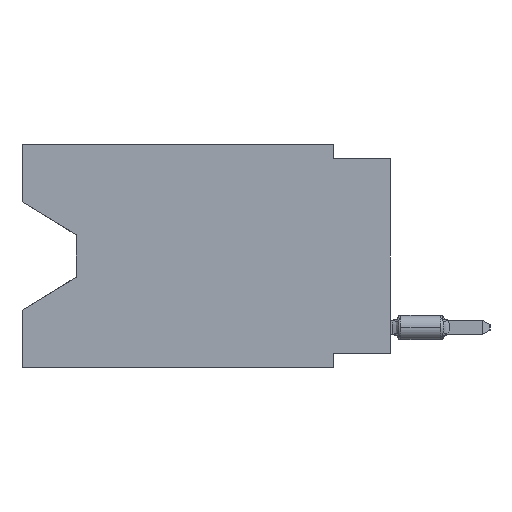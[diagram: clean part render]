
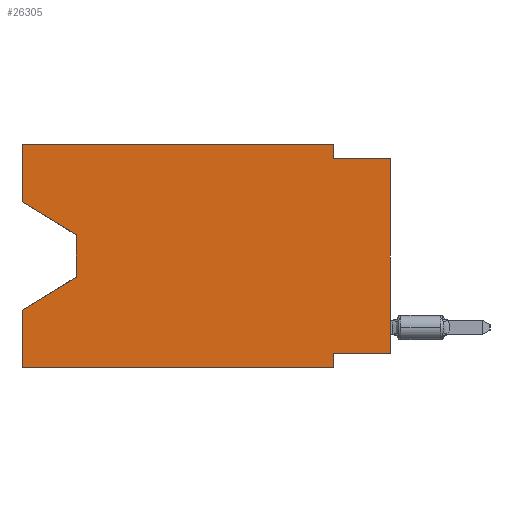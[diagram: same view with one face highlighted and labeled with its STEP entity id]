
A CAD part, left-side view. The second image highlights one B-rep face of the part: STEP entity #26305.
In plain terms, the highlighted planar face has unit normal (-1, 0, 0).
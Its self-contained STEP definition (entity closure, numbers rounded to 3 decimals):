
#46 = CARTESIAN_POINT ( 'NONE',  ( 0., 16.383, -9.906 ) ) ;
#707 = LINE ( 'NONE', #12442, #36251 ) ;
#746 = VERTEX_POINT ( 'NONE', #36617 ) ;
#808 = FACE_OUTER_BOUND ( 'NONE', #18954, .T. ) ;
#850 = VERTEX_POINT ( 'NONE', #46 ) ;
#878 = CARTESIAN_POINT ( 'NONE',  ( 0., 16.383, 0. ) ) ;
#1121 = VERTEX_POINT ( 'NONE', #13464 ) ;
#1420 = CARTESIAN_POINT ( 'NONE',  ( 0., 2.54, 0. ) ) ;
#1611 = VERTEX_POINT ( 'NONE', #29525 ) ;
#2325 = ORIENTED_EDGE ( 'NONE', *, *, #27538, .F. ) ;
#2825 = VECTOR ( 'NONE', #12782, 1000. ) ;
#3084 = DIRECTION ( 'NONE',  ( 0., 1., 0. ) ) ;
#3145 = DIRECTION ( 'NONE',  ( 0., 0., -1. ) ) ;
#3309 = EDGE_CURVE ( 'NONE', #11507, #30802, #15644, .T. ) ;
#3640 = PLANE ( 'NONE',  #21085 ) ;
#4014 = CARTESIAN_POINT ( 'NONE',  ( 0., 0., -0.635 ) ) ;
#4070 = EDGE_CURVE ( 'NONE', #32537, #36731, #707, .T. ) ;
#4445 = LINE ( 'NONE', #27190, #2825 ) ;
#4564 = DIRECTION ( 'NONE',  ( 0., 0., 1. ) ) ;
#4614 = CARTESIAN_POINT ( 'NONE',  ( 0., 0., 0. ) ) ;
#7344 = ORIENTED_EDGE ( 'NONE', *, *, #12992, .T. ) ;
#7585 = CARTESIAN_POINT ( 'NONE',  ( 0., 16.383, 0. ) ) ;
#8012 = VECTOR ( 'NONE', #19891, 1000. ) ;
#8328 = VECTOR ( 'NONE', #14702, 1000. ) ;
#8569 = LINE ( 'NONE', #20141, #17659 ) ;
#9304 = CARTESIAN_POINT ( 'NONE',  ( 0., 0., -9.271 ) ) ;
#9656 = EDGE_CURVE ( 'NONE', #850, #1121, #22546, .T. ) ;
#10123 = CARTESIAN_POINT ( 'NONE',  ( 0., 16.383, 0. ) ) ;
#11247 = DIRECTION ( 'NONE',  ( 0., 0., 1. ) ) ;
#11507 = VERTEX_POINT ( 'NONE', #878 ) ;
#11987 = DIRECTION ( 'NONE',  ( 1., 0., 0. ) ) ;
#11988 = VERTEX_POINT ( 'NONE', #30392 ) ;
#12249 = CARTESIAN_POINT ( 'NONE',  ( 0., 16.383, -2.546 ) ) ;
#12420 = LINE ( 'NONE', #23968, #36881 ) ;
#12442 = CARTESIAN_POINT ( 'NONE',  ( 0., 16.383, -2.546 ) ) ;
#12782 = DIRECTION ( 'NONE',  ( 0., 0., -1. ) ) ;
#12992 = EDGE_CURVE ( 'NONE', #32737, #1611, #12420, .T. ) ;
#13464 = CARTESIAN_POINT ( 'NONE',  ( 0., 2.54, -9.906 ) ) ;
#13736 = VECTOR ( 'NONE', #25035, 1000. ) ;
#14026 = CARTESIAN_POINT ( 'NONE',  ( 0., 16.383, -9.906 ) ) ;
#14111 = LINE ( 'NONE', #37219, #29605 ) ;
#14125 = CARTESIAN_POINT ( 'NONE',  ( 0., 13.97, -5.893 ) ) ;
#14659 = DIRECTION ( 'NONE',  ( 0., 0., -1. ) ) ;
#14702 = DIRECTION ( 'NONE',  ( 0., -1., 0. ) ) ;
#14769 = EDGE_CURVE ( 'NONE', #850, #1611, #18971, .T. ) ;
#15105 = ORIENTED_EDGE ( 'NONE', *, *, #24779, .T. ) ;
#15234 = ORIENTED_EDGE ( 'NONE', *, *, #20328, .F. ) ;
#15457 = DIRECTION ( 'NONE',  ( 0., 0.855, -0.519 ) ) ;
#15644 = LINE ( 'NONE', #10123, #37452 ) ;
#15825 = VECTOR ( 'NONE', #4564, 1000. ) ;
#16788 = VECTOR ( 'NONE', #21309, 1000. ) ;
#17542 = CARTESIAN_POINT ( 'NONE',  ( 0., 2.54, 0. ) ) ;
#17563 = ORIENTED_EDGE ( 'NONE', *, *, #23530, .T. ) ;
#17659 = VECTOR ( 'NONE', #3084, 1000. ) ;
#17680 = CARTESIAN_POINT ( 'NONE',  ( 0., 16.383, 0. ) ) ;
#18075 = LINE ( 'NONE', #4614, #16788 ) ;
#18242 = ORIENTED_EDGE ( 'NONE', *, *, #3309, .F. ) ;
#18496 = DIRECTION ( 'NONE',  ( 0., -0.855, -0.519 ) ) ;
#18808 = EDGE_CURVE ( 'NONE', #746, #32353, #35328, .T. ) ;
#18954 = EDGE_LOOP ( 'NONE', ( #36504, #17563, #7344, #35167, #24191, #25204, #24345, #15105, #20371, #2325, #18242, #15234 ) ) ;
#18971 = LINE ( 'NONE', #7585, #15825 ) ;
#19891 = DIRECTION ( 'NONE',  ( 0., -1., 0. ) ) ;
#20141 = CARTESIAN_POINT ( 'NONE',  ( 0., 0., -9.271 ) ) ;
#20234 = CARTESIAN_POINT ( 'NONE',  ( 0., 13.97, -4.013 ) ) ;
#20328 = EDGE_CURVE ( 'NONE', #32537, #11507, #14111, .T. ) ;
#20371 = ORIENTED_EDGE ( 'NONE', *, *, #18808, .F. ) ;
#21085 = AXIS2_PLACEMENT_3D ( 'NONE', #17680, #11987, #14659 ) ;
#21309 = DIRECTION ( 'NONE',  ( 0., 0., 1. ) ) ;
#22546 = LINE ( 'NONE', #14026, #8012 ) ;
#23530 = EDGE_CURVE ( 'NONE', #36731, #32737, #27697, .T. ) ;
#23968 = CARTESIAN_POINT ( 'NONE',  ( 0., 13.97, -5.893 ) ) ;
#24191 = ORIENTED_EDGE ( 'NONE', *, *, #9656, .T. ) ;
#24345 = ORIENTED_EDGE ( 'NONE', *, *, #35525, .F. ) ;
#24779 = EDGE_CURVE ( 'NONE', #35746, #32353, #18075, .T. ) ;
#25035 = DIRECTION ( 'NONE',  ( 0., 0., -1. ) ) ;
#25204 = ORIENTED_EDGE ( 'NONE', *, *, #30694, .F. ) ;
#26087 = LINE ( 'NONE', #17542, #32062 ) ;
#26305 = ADVANCED_FACE ( 'NONE', ( #808 ), #3640, .F. ) ;
#27190 = CARTESIAN_POINT ( 'NONE',  ( 0., 2.54, -9.906 ) ) ;
#27538 = EDGE_CURVE ( 'NONE', #30802, #746, #26087, .T. ) ;
#27697 = LINE ( 'NONE', #37164, #13736 ) ;
#29525 = CARTESIAN_POINT ( 'NONE',  ( 0., 16.383, -7.36 ) ) ;
#29605 = VECTOR ( 'NONE', #11247, 1000. ) ;
#29841 = DIRECTION ( 'NONE',  ( 0., -1., 0. ) ) ;
#30392 = CARTESIAN_POINT ( 'NONE',  ( 0., 2.54, -9.271 ) ) ;
#30694 = EDGE_CURVE ( 'NONE', #11988, #1121, #4445, .T. ) ;
#30802 = VERTEX_POINT ( 'NONE', #1420 ) ;
#32062 = VECTOR ( 'NONE', #3145, 1000. ) ;
#32353 = VERTEX_POINT ( 'NONE', #4014 ) ;
#32477 = CARTESIAN_POINT ( 'NONE',  ( 0., 0., -0.635 ) ) ;
#32537 = VERTEX_POINT ( 'NONE', #12249 ) ;
#32737 = VERTEX_POINT ( 'NONE', #14125 ) ;
#35167 = ORIENTED_EDGE ( 'NONE', *, *, #14769, .F. ) ;
#35328 = LINE ( 'NONE', #32477, #8328 ) ;
#35525 = EDGE_CURVE ( 'NONE', #35746, #11988, #8569, .T. ) ;
#35746 = VERTEX_POINT ( 'NONE', #9304 ) ;
#36251 = VECTOR ( 'NONE', #18496, 1000. ) ;
#36504 = ORIENTED_EDGE ( 'NONE', *, *, #4070, .T. ) ;
#36617 = CARTESIAN_POINT ( 'NONE',  ( 0., 2.54, -0.635 ) ) ;
#36731 = VERTEX_POINT ( 'NONE', #20234 ) ;
#36881 = VECTOR ( 'NONE', #15457, 1000. ) ;
#37164 = CARTESIAN_POINT ( 'NONE',  ( 0., 13.97, -4.013 ) ) ;
#37219 = CARTESIAN_POINT ( 'NONE',  ( 0., 16.383, 0. ) ) ;
#37452 = VECTOR ( 'NONE', #29841, 1000. ) ;
